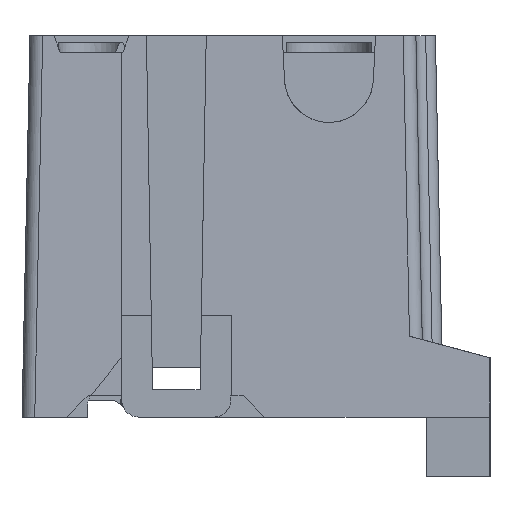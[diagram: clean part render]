
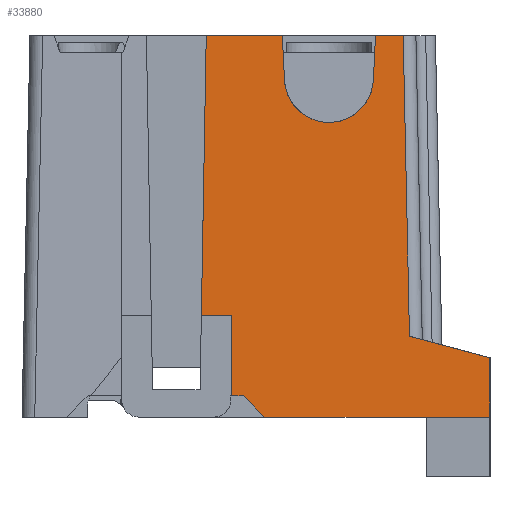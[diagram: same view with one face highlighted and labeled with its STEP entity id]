
A CAD part, left-side view. The second image highlights one B-rep face of the part: STEP entity #33880.
In plain terms, the highlighted planar face has unit normal (-1, 0, 0.021).
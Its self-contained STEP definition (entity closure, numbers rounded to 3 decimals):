
#33816=AXIS2_PLACEMENT_3D('Plane Axis2P3D',#33813,#33814,#33815) ;
#568=CARTESIAN_POINT('Vertex',(1.543,33.47,52.)) ;
#571=CARTESIAN_POINT('Line Origine',(1.543,28.985,52.)) ;
#575=CARTESIAN_POINT('Vertex',(1.543,24.499,52.)) ;
#596=CARTESIAN_POINT('Vertex',(1.543,13.501,52.)) ;
#599=CARTESIAN_POINT('Line Origine',(1.543,11.871,52.)) ;
#603=CARTESIAN_POINT('Vertex',(1.543,10.242,52.)) ;
#4497=CARTESIAN_POINT('Line Origine',(0.998,9.698,26.)) ;
#4501=CARTESIAN_POINT('Vertex',(0.8,9.5,16.545)) ;
#4526=CARTESIAN_POINT('Control Point',(1.543,13.501,52.)) ;
#4527=CARTESIAN_POINT('Control Point',(1.433,13.756,46.745)) ;
#4528=CARTESIAN_POINT('Vertex',(1.433,13.756,46.745)) ;
#4637=CARTESIAN_POINT('Control Point',(1.543,24.499,52.)) ;
#4638=CARTESIAN_POINT('Control Point',(1.433,24.244,46.745)) ;
#4639=CARTESIAN_POINT('Vertex',(1.433,24.244,46.745)) ;
#4717=CARTESIAN_POINT('Vertex',(0.851,34.046,19.)) ;
#4720=CARTESIAN_POINT('Line Origine',(1.197,33.758,35.5)) ;
#15214=CARTESIAN_POINT('Line Origine',(0.773,4.75,15.273)) ;
#15218=CARTESIAN_POINT('Vertex',(0.747,0.,14.)) ;
#15277=CARTESIAN_POINT('Line Origine',(0.673,0.,10.5)) ;
#15281=CARTESIAN_POINT('Vertex',(0.6,0.,7.)) ;
#15319=CARTESIAN_POINT('Control Point',(1.433,24.244,46.745)) ;
#15320=CARTESIAN_POINT('Control Point',(1.407,24.185,45.544)) ;
#15321=CARTESIAN_POINT('Control Point',(1.383,23.783,44.36)) ;
#15322=CARTESIAN_POINT('Control Point',(1.361,23.042,43.324)) ;
#15323=CARTESIAN_POINT('Control Point',(1.337,21.555,42.18)) ;
#15324=CARTESIAN_POINT('Control Point',(1.328,19.782,41.756)) ;
#15325=CARTESIAN_POINT('Control Point',(1.327,19.175,41.701)) ;
#15326=CARTESIAN_POINT('Control Point',(1.329,17.163,41.809)) ;
#15327=CARTESIAN_POINT('Control Point',(1.351,15.336,42.845)) ;
#15328=CARTESIAN_POINT('Control Point',(1.375,14.353,43.986)) ;
#15329=CARTESIAN_POINT('Control Point',(1.403,13.824,45.354)) ;
#15330=CARTESIAN_POINT('Control Point',(1.433,13.756,46.745)) ;
#15345=CARTESIAN_POINT('Line Origine',(0.851,32.273,19.)) ;
#15349=CARTESIAN_POINT('Vertex',(0.851,30.5,19.)) ;
#22763=CARTESIAN_POINT('Vertex',(0.6,7.5,7.)) ;
#30043=CARTESIAN_POINT('Line Origine',(0.6,3.75,7.)) ;
#33703=CARTESIAN_POINT('Line Origine',(0.752,30.5,14.25)) ;
#33707=CARTESIAN_POINT('Vertex',(0.652,30.5,9.5)) ;
#33735=CARTESIAN_POINT('Line Origine',(0.6,17.044,7.)) ;
#33739=CARTESIAN_POINT('Vertex',(0.6,26.587,7.)) ;
#33813=CARTESIAN_POINT('Axis2P3D Location',(0.6,31.5,7.)) ;
#33852=CARTESIAN_POINT('Line Origine',(0.652,27.6,9.5)) ;
#33856=CARTESIAN_POINT('Vertex',(0.652,29.087,9.5)) ;
#33860=CARTESIAN_POINT('Control Point',(0.652,29.087,9.5)) ;
#33861=CARTESIAN_POINT('Control Point',(0.6,26.587,7.)) ;
#572=DIRECTION('Vector Direction',(0.,1.,0.)) ;
#600=DIRECTION('Vector Direction',(0.,1.,0.)) ;
#4498=DIRECTION('Vector Direction',(0.021,0.021,1.)) ;
#4721=DIRECTION('Vector Direction',(-0.021,0.017,-1.)) ;
#15215=DIRECTION('Vector Direction',(0.005,0.966,0.259)) ;
#15278=DIRECTION('Vector Direction',(0.021,0.,1.)) ;
#15346=DIRECTION('Vector Direction',(0.,1.,0.)) ;
#30044=DIRECTION('Vector Direction',(0.,1.,0.)) ;
#33704=DIRECTION('Vector Direction',(-0.021,0.,-1.)) ;
#33736=DIRECTION('Vector Direction',(0.,-1.,0.)) ;
#33814=DIRECTION('Axis2P3D Direction',(-1.,0.,0.021)) ;
#33815=DIRECTION('Axis2P3D XDirection',(0.,1.,0.)) ;
#33853=DIRECTION('Vector Direction',(0.,1.,0.)) ;
#573=VECTOR('Line Direction',#572,1.) ;
#601=VECTOR('Line Direction',#600,1.) ;
#4499=VECTOR('Line Direction',#4498,1.) ;
#4722=VECTOR('Line Direction',#4721,1.) ;
#15216=VECTOR('Line Direction',#15215,1.) ;
#15279=VECTOR('Line Direction',#15278,1.) ;
#15347=VECTOR('Line Direction',#15346,1.) ;
#30045=VECTOR('Line Direction',#30044,1.) ;
#33705=VECTOR('Line Direction',#33704,1.) ;
#33737=VECTOR('Line Direction',#33736,1.) ;
#33854=VECTOR('Line Direction',#33853,1.) ;
#33864=ORIENTED_EDGE('',*,*,#33741,.T.) ;
#33865=ORIENTED_EDGE('',*,*,#30047,.F.) ;
#33866=ORIENTED_EDGE('',*,*,#15283,.F.) ;
#33867=ORIENTED_EDGE('',*,*,#15220,.F.) ;
#33868=ORIENTED_EDGE('',*,*,#4503,.T.) ;
#33869=ORIENTED_EDGE('',*,*,#605,.T.) ;
#33870=ORIENTED_EDGE('',*,*,#4530,.T.) ;
#33871=ORIENTED_EDGE('',*,*,#15331,.F.) ;
#33872=ORIENTED_EDGE('',*,*,#4641,.F.) ;
#33873=ORIENTED_EDGE('',*,*,#577,.T.) ;
#33874=ORIENTED_EDGE('',*,*,#4724,.T.) ;
#33875=ORIENTED_EDGE('',*,*,#15351,.F.) ;
#33876=ORIENTED_EDGE('',*,*,#33709,.T.) ;
#33877=ORIENTED_EDGE('',*,*,#33858,.F.) ;
#33878=ORIENTED_EDGE('',*,*,#33862,.T.) ;
#33880=ADVANCED_FACE('Hauptk\X2\00F6\X0\rper',(#33879),#33817,.T.) ;
#4525=B_SPLINE_CURVE_WITH_KNOTS('',1,(#4526,#4527),.UNSPECIFIED.,.F.,.U.,(2,2),(-2.631,2.631),.UNSPECIFIED.) ;
#4636=B_SPLINE_CURVE_WITH_KNOTS('',1,(#4637,#4638),.UNSPECIFIED.,.F.,.U.,(2,2),(-2.631,2.631),.UNSPECIFIED.) ;
#15318=B_SPLINE_CURVE_WITH_KNOTS('',5,(#15319,#15320,#15321,#15322,#15323,#15324,#15325,#15326,#15327,#15328,#15329,#15330),.UNSPECIFIED.,.F.,.U.,(6,3,3,6),(0.,8.919,13.378,23.706),.UNSPECIFIED.) ;
#33859=B_SPLINE_CURVE_WITH_KNOTS('',1,(#33860,#33861),.UNSPECIFIED.,.F.,.U.,(2,2),(-1.768,1.768),.UNSPECIFIED.) ;
#577=EDGE_CURVE('',#576,#569,#574,.T.) ;
#605=EDGE_CURVE('',#604,#597,#602,.T.) ;
#4503=EDGE_CURVE('',#4502,#604,#4500,.T.) ;
#4530=EDGE_CURVE('',#597,#4529,#4525,.T.) ;
#4641=EDGE_CURVE('',#576,#4640,#4636,.T.) ;
#4724=EDGE_CURVE('',#569,#4718,#4723,.T.) ;
#15220=EDGE_CURVE('',#4502,#15219,#15217,.F.) ;
#15283=EDGE_CURVE('',#15219,#15282,#15280,.F.) ;
#15331=EDGE_CURVE('',#4640,#4529,#15318,.T.) ;
#15351=EDGE_CURVE('',#15350,#4718,#15348,.T.) ;
#30047=EDGE_CURVE('',#15282,#22764,#30046,.T.) ;
#33709=EDGE_CURVE('',#15350,#33708,#33706,.T.) ;
#33741=EDGE_CURVE('',#33740,#22764,#33738,.T.) ;
#33858=EDGE_CURVE('',#33857,#33708,#33855,.T.) ;
#33862=EDGE_CURVE('',#33857,#33740,#33859,.T.) ;
#33863=EDGE_LOOP('',(#33864,#33865,#33866,#33867,#33868,#33869,#33870,#33871,#33872,#33873,#33874,#33875,#33876,#33877,#33878)) ;
#33879=FACE_OUTER_BOUND('',#33863,.T.) ;
#574=LINE('Line',#571,#573) ;
#602=LINE('Line',#599,#601) ;
#4500=LINE('Line',#4497,#4499) ;
#4723=LINE('Line',#4720,#4722) ;
#15217=LINE('Line',#15214,#15216) ;
#15280=LINE('Line',#15277,#15279) ;
#15348=LINE('Line',#15345,#15347) ;
#30046=LINE('Line',#30043,#30045) ;
#33706=LINE('Line',#33703,#33705) ;
#33738=LINE('Line',#33735,#33737) ;
#33855=LINE('Line',#33852,#33854) ;
#33817=PLANE('',#33816) ;
#569=VERTEX_POINT('',#568) ;
#576=VERTEX_POINT('',#575) ;
#597=VERTEX_POINT('',#596) ;
#604=VERTEX_POINT('',#603) ;
#4502=VERTEX_POINT('',#4501) ;
#4529=VERTEX_POINT('',#4528) ;
#4640=VERTEX_POINT('',#4639) ;
#4718=VERTEX_POINT('',#4717) ;
#15219=VERTEX_POINT('',#15218) ;
#15282=VERTEX_POINT('',#15281) ;
#15350=VERTEX_POINT('',#15349) ;
#22764=VERTEX_POINT('',#22763) ;
#33708=VERTEX_POINT('',#33707) ;
#33740=VERTEX_POINT('',#33739) ;
#33857=VERTEX_POINT('',#33856) ;
